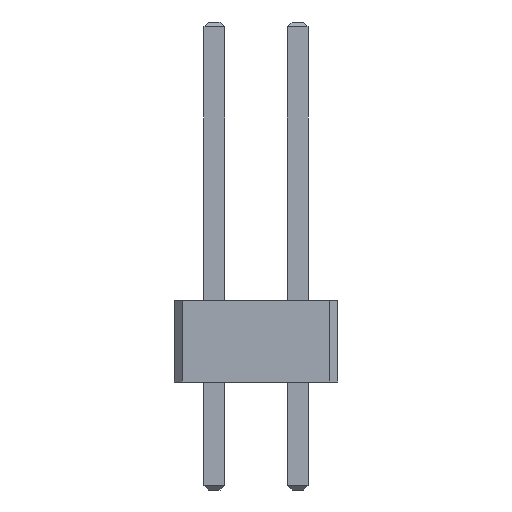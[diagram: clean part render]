
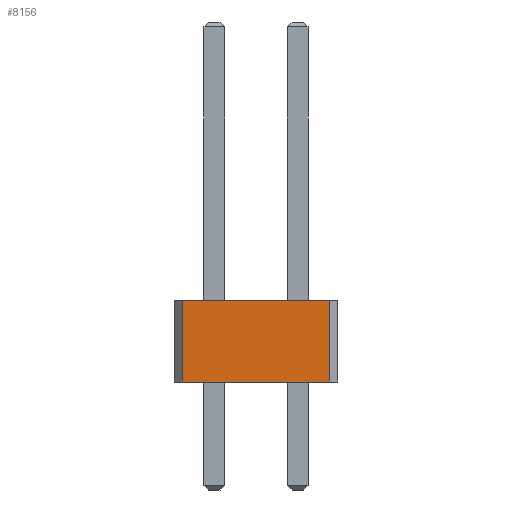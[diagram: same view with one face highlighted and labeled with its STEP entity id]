
A CAD part, front view. The second image highlights one B-rep face of the part: STEP entity #8156.
In plain terms, the highlighted planar face has unit normal (0, -1, 0).
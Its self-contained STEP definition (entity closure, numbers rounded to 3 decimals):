
#44 = PLANE('',#45);
#45 = AXIS2_PLACEMENT_3D('',#46,#47,#48);
#46 = CARTESIAN_POINT('',(-1.23,1.02,0.));
#47 = DIRECTION('',(0.,0.,-1.));
#48 = DIRECTION('',(0.,1.,0.));
#100 = PLANE('',#101);
#101 = AXIS2_PLACEMENT_3D('',#102,#103,#104);
#102 = CARTESIAN_POINT('',(-1.23,1.02,2.5));
#103 = DIRECTION('',(0.,0.,-1.));
#104 = DIRECTION('',(0.,1.,0.));
#917 = VERTEX_POINT('',#918);
#918 = CARTESIAN_POINT('',(3.52,-21.59,0.));
#932 = PLANE('',#933);
#933 = AXIS2_PLACEMENT_3D('',#934,#935,#936);
#934 = CARTESIAN_POINT('',(3.645,-21.465,0.));
#935 = DIRECTION('',(0.707,-0.707,0.));
#936 = DIRECTION('',(0.,0.,-1.));
#944 = EDGE_CURVE('',#945,#917,#947,.T.);
#945 = VERTEX_POINT('',#946);
#946 = CARTESIAN_POINT('',(-0.98,-21.59,0.));
#947 = SURFACE_CURVE('',#948,(#952,#959),.PCURVE_S1.);
#948 = LINE('',#949,#950);
#949 = CARTESIAN_POINT('',(-1.23,-21.59,0.));
#950 = VECTOR('',#951,1.);
#951 = DIRECTION('',(1.,0.,0.));
#952 = PCURVE('',#44,#953);
#953 = DEFINITIONAL_REPRESENTATION('',(#954),#958);
#954 = LINE('',#955,#956);
#955 = CARTESIAN_POINT('',(-22.61,0.));
#956 = VECTOR('',#957,1.);
#957 = DIRECTION('',(0.,1.));
#958 = ( GEOMETRIC_REPRESENTATION_CONTEXT(2) 
PARAMETRIC_REPRESENTATION_CONTEXT() REPRESENTATION_CONTEXT('2D SPACE',''
  ) );
#959 = PCURVE('',#960,#965);
#960 = PLANE('',#961);
#961 = AXIS2_PLACEMENT_3D('',#962,#963,#964);
#962 = CARTESIAN_POINT('',(-1.23,-21.59,0.));
#963 = DIRECTION('',(0.,1.,0.));
#964 = DIRECTION('',(1.,0.,0.));
#965 = DEFINITIONAL_REPRESENTATION('',(#966),#970);
#966 = LINE('',#967,#968);
#967 = CARTESIAN_POINT('',(0.,0.));
#968 = VECTOR('',#969,1.);
#969 = DIRECTION('',(1.,0.));
#970 = ( GEOMETRIC_REPRESENTATION_CONTEXT(2) 
PARAMETRIC_REPRESENTATION_CONTEXT() REPRESENTATION_CONTEXT('2D SPACE',''
  ) );
#988 = PLANE('',#989);
#989 = AXIS2_PLACEMENT_3D('',#990,#991,#992);
#990 = CARTESIAN_POINT('',(-1.105,-21.465,0.));
#991 = DIRECTION('',(-0.707,-0.707,0.));
#992 = DIRECTION('',(0.,0.,-1.));
#4281 = VERTEX_POINT('',#4282);
#4282 = CARTESIAN_POINT('',(3.52,-21.59,2.5));
#4303 = EDGE_CURVE('',#4304,#4281,#4306,.T.);
#4304 = VERTEX_POINT('',#4305);
#4305 = CARTESIAN_POINT('',(-0.98,-21.59,2.5));
#4306 = SURFACE_CURVE('',#4307,(#4311,#4318),.PCURVE_S1.);
#4307 = LINE('',#4308,#4309);
#4308 = CARTESIAN_POINT('',(-1.23,-21.59,2.5));
#4309 = VECTOR('',#4310,1.);
#4310 = DIRECTION('',(1.,0.,0.));
#4311 = PCURVE('',#100,#4312);
#4312 = DEFINITIONAL_REPRESENTATION('',(#4313),#4317);
#4313 = LINE('',#4314,#4315);
#4314 = CARTESIAN_POINT('',(-22.61,0.));
#4315 = VECTOR('',#4316,1.);
#4316 = DIRECTION('',(0.,1.));
#4317 = ( GEOMETRIC_REPRESENTATION_CONTEXT(2) 
PARAMETRIC_REPRESENTATION_CONTEXT() REPRESENTATION_CONTEXT('2D SPACE',''
  ) );
#4318 = PCURVE('',#960,#4319);
#4319 = DEFINITIONAL_REPRESENTATION('',(#4320),#4324);
#4320 = LINE('',#4321,#4322);
#4321 = CARTESIAN_POINT('',(0.,-2.5));
#4322 = VECTOR('',#4323,1.);
#4323 = DIRECTION('',(1.,0.));
#4324 = ( GEOMETRIC_REPRESENTATION_CONTEXT(2) 
PARAMETRIC_REPRESENTATION_CONTEXT() REPRESENTATION_CONTEXT('2D SPACE',''
  ) );
#8136 = EDGE_CURVE('',#945,#4304,#8137,.T.);
#8137 = SURFACE_CURVE('',#8138,(#8142,#8149),.PCURVE_S1.);
#8138 = LINE('',#8139,#8140);
#8139 = CARTESIAN_POINT('',(-0.98,-21.59,0.));
#8140 = VECTOR('',#8141,1.);
#8141 = DIRECTION('',(0.,0.,1.));
#8142 = PCURVE('',#988,#8143);
#8143 = DEFINITIONAL_REPRESENTATION('',(#8144),#8148);
#8144 = LINE('',#8145,#8146);
#8145 = CARTESIAN_POINT('',(0.,0.177));
#8146 = VECTOR('',#8147,1.);
#8147 = DIRECTION('',(-1.,0.));
#8148 = ( GEOMETRIC_REPRESENTATION_CONTEXT(2) 
PARAMETRIC_REPRESENTATION_CONTEXT() REPRESENTATION_CONTEXT('2D SPACE',''
  ) );
#8149 = PCURVE('',#960,#8150);
#8150 = DEFINITIONAL_REPRESENTATION('',(#8151),#8155);
#8151 = LINE('',#8152,#8153);
#8152 = CARTESIAN_POINT('',(0.25,0.));
#8153 = VECTOR('',#8154,1.);
#8154 = DIRECTION('',(0.,-1.));
#8155 = ( GEOMETRIC_REPRESENTATION_CONTEXT(2) 
PARAMETRIC_REPRESENTATION_CONTEXT() REPRESENTATION_CONTEXT('2D SPACE',''
  ) );
#8156 = ADVANCED_FACE('',(#8157),#960,.F.);
#8157 = FACE_BOUND('',#8158,.F.);
#8158 = EDGE_LOOP('',(#8159,#8160,#8161,#8162));
#8159 = ORIENTED_EDGE('',*,*,#944,.F.);
#8160 = ORIENTED_EDGE('',*,*,#8136,.T.);
#8161 = ORIENTED_EDGE('',*,*,#4303,.T.);
#8162 = ORIENTED_EDGE('',*,*,#8163,.F.);
#8163 = EDGE_CURVE('',#917,#4281,#8164,.T.);
#8164 = SURFACE_CURVE('',#8165,(#8169,#8176),.PCURVE_S1.);
#8165 = LINE('',#8166,#8167);
#8166 = CARTESIAN_POINT('',(3.52,-21.59,0.));
#8167 = VECTOR('',#8168,1.);
#8168 = DIRECTION('',(0.,0.,1.));
#8169 = PCURVE('',#960,#8170);
#8170 = DEFINITIONAL_REPRESENTATION('',(#8171),#8175);
#8171 = LINE('',#8172,#8173);
#8172 = CARTESIAN_POINT('',(4.75,0.));
#8173 = VECTOR('',#8174,1.);
#8174 = DIRECTION('',(0.,-1.));
#8175 = ( GEOMETRIC_REPRESENTATION_CONTEXT(2) 
PARAMETRIC_REPRESENTATION_CONTEXT() REPRESENTATION_CONTEXT('2D SPACE',''
  ) );
#8176 = PCURVE('',#932,#8177);
#8177 = DEFINITIONAL_REPRESENTATION('',(#8178),#8182);
#8178 = LINE('',#8179,#8180);
#8179 = CARTESIAN_POINT('',(0.,-0.177));
#8180 = VECTOR('',#8181,1.);
#8181 = DIRECTION('',(-1.,0.));
#8182 = ( GEOMETRIC_REPRESENTATION_CONTEXT(2) 
PARAMETRIC_REPRESENTATION_CONTEXT() REPRESENTATION_CONTEXT('2D SPACE',''
  ) );
